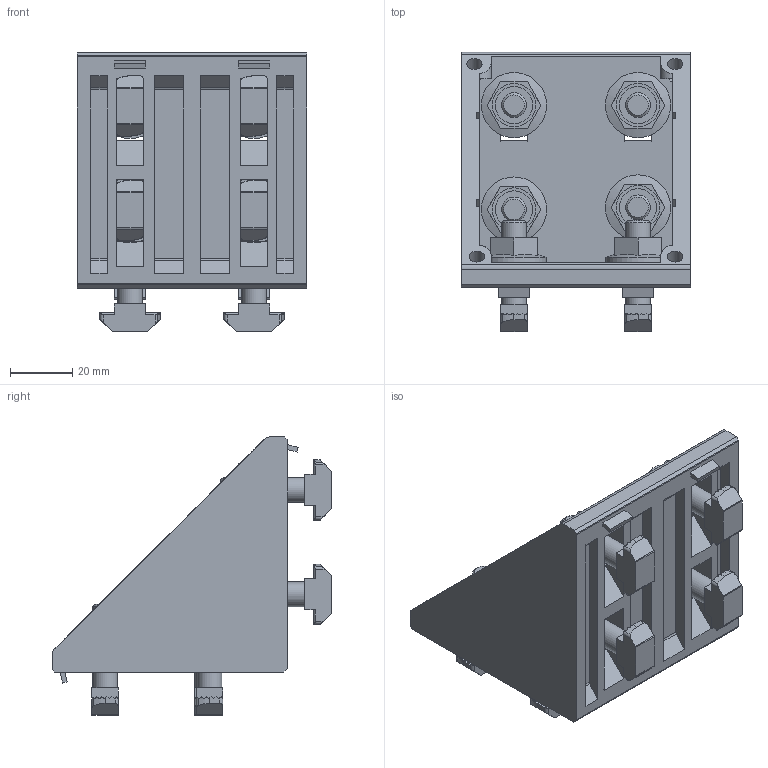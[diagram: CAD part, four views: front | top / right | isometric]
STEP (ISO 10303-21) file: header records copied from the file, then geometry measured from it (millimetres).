
FILE_DESCRIPTION(('FreeCAD Model'),'2;1');
FILE_NAME('Open CASCADE Shape Model','2024-03-19T16:47:13',(''),(''), 'Open CASCADE STEP processor 7.6','FreeCAD','Unknown');
FILE_SCHEMA(('AUTOMOTIVE_DESIGN { 1 0 10303 214 1 1 1 1 }'));
Length unit declared in the file: millimetre
Products named in the file (4): STB10-KE8080; 093W806N10S01a; 093W806N10S01 n; 093W806N10S01 s
Assembly tree (17 placements, depth 2):
  STB10-KE8080
    093W806N10S01a
    093W806N10S01 n  x8
    093W806N10S01 s  x8
Bounding box: 74 x 90.2 x 89.7 mm (x, y, z)
Volume: 115237.4 mm3; surface area: 59150.8 mm2
Topology: 17 solids, 17 shells, 644 faces, 1703 edges, 1130 vertices
Faces by surface type: plane 474, cylinder 138, cone 24, sphere 8
Full cylindrical faces by diameter (mm): 5 x4, 6.647 x8, 8 x8, 12 x8, 14 x8, 21 x8
Entity records: 15942 total; most frequent: CARTESIAN_POINT 3270, DIRECTION 2358, LINE 1508, VECTOR 1508, ORIENTED_EDGE 1208, PCURVE 1208, DEFINITIONAL_REPRESENTATION 1208, EDGE_CURVE 604
